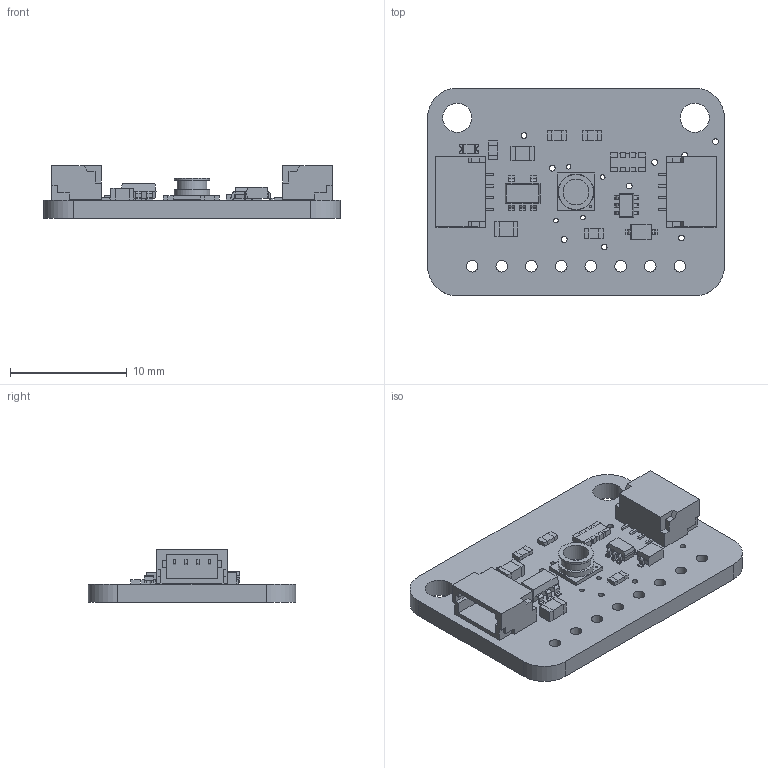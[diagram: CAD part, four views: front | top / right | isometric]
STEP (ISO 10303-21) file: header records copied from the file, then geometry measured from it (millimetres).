
FILE_DESCRIPTION(/* description */ (''),/* implementation_level */ '2;1');
FILE_NAME(/* name */ 'PCB Component.step',/* time_stamp */ '2026-02-10T17:19:58-05:00',/* author */ (''),/* organization */ (''),/* preprocessor_version */ 'ST-DEVELOPER v20.1',/* originating_system */ 'Autodesk Translation Framework v14.24.0.0',/* authorisation */ '');
FILE_SCHEMA (('AUTOMOTIVE_DESIGN { 1 0 10303 214 3 1 1 }'));
Length unit declared in the file: millimetre
Products named in the file (11): PCB Component; Board; 10K; 1N4148; 10uF; AP2127K-3.3; 10K Pack; BSS138; STEMMA_I2C_QT; GREEN; BMP585
Assembly tree (15 placements, depth 2):
  PCB Component
    Board
    10K  x4
    1N4148
    10uF  x2
    AP2127K-3.3
    10K Pack
    BSS138
    STEMMA_I2C_QT  x2
    GREEN
    BMP585
Bounding box: 25.4 x 17.78 x 4.53 mm (x, y, z)
Volume: 786 mm3; surface area: 1605.5 mm2
Topology: 28 solids, 28 shells, 708 faces, 1853 edges, 1216 vertices
Faces by surface type: plane 609, cylinder 95, bspline 4
Full cylindrical faces by diameter (mm): 0.2 x1, 0.394 x4, 0.483 x1, 0.5 x15, 1 x8, 2.2 x1, 2.5 x2, 2.55 x1, 3 x1, 3.05 x1
Entity records: 18084 total; most frequent: CARTESIAN_POINT 3080, ORIENTED_EDGE 2930, DIRECTION 2833, EDGE_CURVE 1465, LINE 1267, VECTOR 1267, VERTEX_POINT 958, AXIS2_PLACEMENT_3D 783
